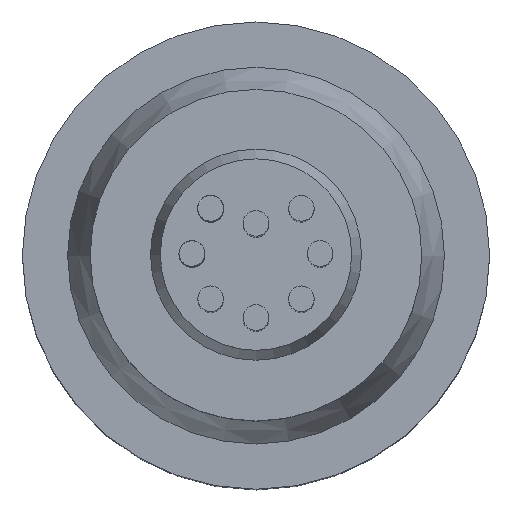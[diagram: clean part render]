
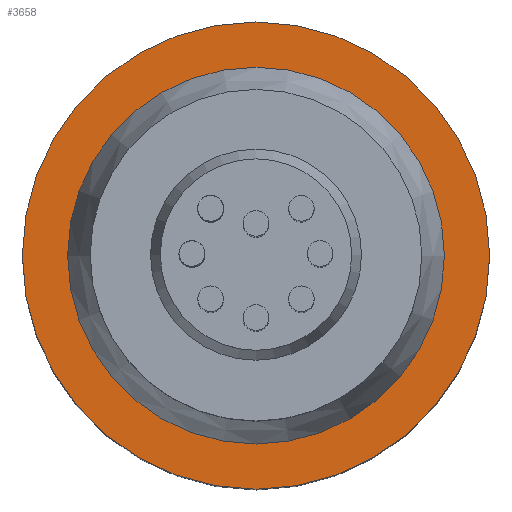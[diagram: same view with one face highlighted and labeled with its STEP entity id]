
A CAD part, top view. The second image highlights one B-rep face of the part: STEP entity #3658.
In plain terms, the highlighted planar face has unit normal (0, 0, 1).
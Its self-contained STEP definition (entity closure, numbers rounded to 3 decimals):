
#74=FACE_BOUND($,#857,.T.);
#75=FACE_BOUND($,#858,.T.);
#102=CIRCLE($,#3722,12.5);
#120=CIRCLE($,#3825,15.5);
#857=EDGE_LOOP($,(#3171));
#858=EDGE_LOOP($,(#3172));
#1430=VERTEX_POINT($,#6288);
#1724=VERTEX_POINT($,#8247);
#1775=EDGE_CURVE($,#1430,#1430,#102,.T.);
#2207=EDGE_CURVE($,#1724,#1724,#120,.T.);
#3171=ORIENTED_EDGE($,*,*,#1775,.T.);
#3172=ORIENTED_EDGE($,*,*,#2207,.F.);
#3271=PLANE($,#3826);
#3658=ADVANCED_FACE($,(#74,#75),#3271,.F.);
#3722=AXIS2_PLACEMENT_3D($,#6289,#3964,#3965);
#3825=AXIS2_PLACEMENT_3D($,#8248,#4420,#4421);
#3826=AXIS2_PLACEMENT_3D($,#8249,#4422,#4423);
#3964=DIRECTION('center_axis',(0.,0.,-1.));
#3965=DIRECTION('ref_axis',(1.,0.,0.));
#4420=DIRECTION('center_axis',(0.,0.,-1.));
#4421=DIRECTION('ref_axis',(-1.,0.,0.));
#4422=DIRECTION('center_axis',(0.,0.,-1.));
#4423=DIRECTION('ref_axis',(-1.,0.,0.));
#6288=CARTESIAN_POINT('',(-12.5,0.,28.));
#6289=CARTESIAN_POINT('Origin',(0.,0.,28.));
#8247=CARTESIAN_POINT('',(15.5,0.,28.));
#8248=CARTESIAN_POINT('Origin',(0.,0.,28.));
#8249=CARTESIAN_POINT('Origin',(0.,0.,28.));
